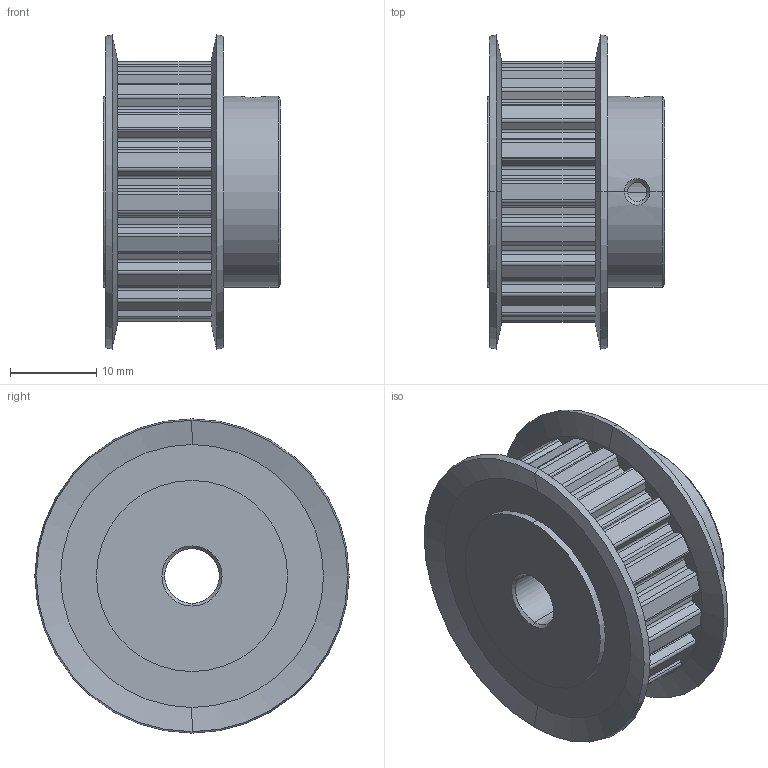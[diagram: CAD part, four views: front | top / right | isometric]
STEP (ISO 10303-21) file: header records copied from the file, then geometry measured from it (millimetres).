
FILE_DESCRIPTION (( 'STEP AP214' ), '1' );
FILE_NAME ('APB19XL037BF-250.step', '2015-04-08T20:59:40', ( '' ), ( '' ), 'SwSTEP 2.0', 'SolidWorks 2014', '' );
FILE_SCHEMA (( 'AUTOMOTIVE_DESIGN' ));
Length unit declared in the file: inch
Products named in the file (1): APB19XL037BF-250
Bounding box: 20.65 x 36.53 x 36.53 mm (x, y, z)
Volume: 11422.9 mm3; surface area: 5369.7 mm2
Topology: 1 solids, 1 shells, 205 faces, 584 edges, 383 vertices
Faces by surface type: cylinder 120, plane 63, cone 18, bspline 4
Entity records: 8921 total; most frequent: CARTESIAN_POINT 3332, DIRECTION 1223, ORIENTED_EDGE 1168, EDGE_CURVE 584, AXIS2_PLACEMENT_3D 456, VERTEX_POINT 383, LINE 311, VECTOR 311
